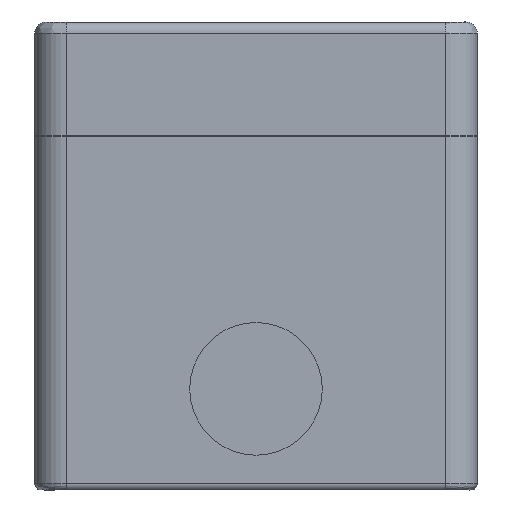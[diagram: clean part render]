
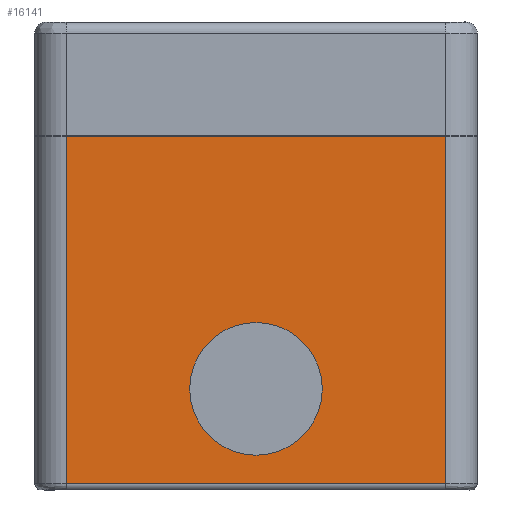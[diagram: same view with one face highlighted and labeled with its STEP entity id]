
A CAD part, front view. The second image highlights one B-rep face of the part: STEP entity #16141.
In plain terms, the highlighted planar face has unit normal (0, -1, 0).
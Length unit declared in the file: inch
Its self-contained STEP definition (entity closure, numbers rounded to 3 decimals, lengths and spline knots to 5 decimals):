
#299 = VERTEX_POINT ( 'NONE', #12058 ) ;
#314 = DIRECTION ( 'NONE',  ( -1., 0., 0. ) ) ;
#1865 = LINE ( 'NONE', #12474, #18216 ) ;
#2266 = DIRECTION ( 'NONE',  ( -1., 0., 0. ) ) ;
#2864 = EDGE_CURVE ( 'NONE', #4099, #299, #1865, .T. ) ;
#2908 = ORIENTED_EDGE ( 'NONE', *, *, #11558, .T. ) ;
#3794 = FACE_OUTER_BOUND ( 'NONE', #6874, .T. ) ;
#4099 = VERTEX_POINT ( 'NONE', #11216 ) ;
#4381 = CARTESIAN_POINT ( 'NONE',  ( 0.15216, -4.77133, -3.19215 ) ) ;
#5243 = EDGE_CURVE ( 'NONE', #17263, #4099, #11586, .T. ) ;
#6874 = EDGE_LOOP ( 'NONE', ( #12373, #22189, #24984, #22260 ) ) ;
#7267 = DIRECTION ( 'NONE',  ( 0., 0., 1. ) ) ;
#7360 = EDGE_CURVE ( 'NONE', #10075, #299, #8124, .T. ) ;
#7924 = CARTESIAN_POINT ( 'NONE',  ( 0.15216, -4.77133, -2.10948 ) ) ;
#8124 = LINE ( 'NONE', #7924, #10045 ) ;
#8266 = CARTESIAN_POINT ( 'NONE',  ( 0.15216, -4.77133, -2.10948 ) ) ;
#8881 = DIRECTION ( 'NONE',  ( 0., 1., 0. ) ) ;
#9379 = CARTESIAN_POINT ( 'NONE',  ( 2.51437, -4.77133, -2.10948 ) ) ;
#9408 = CARTESIAN_POINT ( 'NONE',  ( 0.91988, -4.77133, -2.6016 ) ) ;
#9964 = DIRECTION ( 'NONE',  ( 0., 1., 0. ) ) ;
#10045 = VECTOR ( 'NONE', #16344, 39.37008 ) ;
#10075 = VERTEX_POINT ( 'NONE', #4381 ) ;
#10636 = CARTESIAN_POINT ( 'NONE',  ( 1.74665, -4.77133, -2.6016 ) ) ;
#10650 = CARTESIAN_POINT ( 'NONE',  ( 1.33327, -4.77133, -2.6016 ) ) ;
#11216 = CARTESIAN_POINT ( 'NONE',  ( 2.51437, -4.77133, -1.0268 ) ) ;
#11558 = EDGE_CURVE ( 'NONE', #24926, #15063, #21666, .T. ) ;
#11586 = LINE ( 'NONE', #9379, #19271 ) ;
#12058 = CARTESIAN_POINT ( 'NONE',  ( 0.15216, -4.77133, -1.0268 ) ) ;
#12373 = ORIENTED_EDGE ( 'NONE', *, *, #2864, .T. ) ;
#12419 = DIRECTION ( 'NONE',  ( 0., -1., 0. ) ) ;
#12474 = CARTESIAN_POINT ( 'NONE',  ( 0.15216, -4.77133, -1.0268 ) ) ;
#14066 = DIRECTION ( 'NONE',  ( 1., 0., 0. ) ) ;
#14537 = EDGE_LOOP ( 'NONE', ( #22284, #2908 ) ) ;
#15063 = VERTEX_POINT ( 'NONE', #10636 ) ;
#15402 = FACE_BOUND ( 'NONE', #14537, .T. ) ;
#16087 = EDGE_CURVE ( 'NONE', #15063, #24926, #19488, .T. ) ;
#16141 = ADVANCED_FACE ( 'NONE', ( #15402, #3794 ), #22207, .T. ) ;
#16344 = DIRECTION ( 'NONE',  ( 0., 0., 1. ) ) ;
#16791 = CARTESIAN_POINT ( 'NONE',  ( 1.33327, -4.77133, -3.19215 ) ) ;
#17263 = VERTEX_POINT ( 'NONE', #24792 ) ;
#18113 = AXIS2_PLACEMENT_3D ( 'NONE', #18187, #9964, #14066 ) ;
#18187 = CARTESIAN_POINT ( 'NONE',  ( 1.33327, -4.77133, -2.6016 ) ) ;
#18216 = VECTOR ( 'NONE', #314, 39.37008 ) ;
#18685 = VECTOR ( 'NONE', #2266, 39.37008 ) ;
#19109 = DIRECTION ( 'NONE',  ( 1., 0., 0. ) ) ;
#19271 = VECTOR ( 'NONE', #7267, 39.37008 ) ;
#19488 = CIRCLE ( 'NONE', #18113, 0.41339 ) ;
#21666 = CIRCLE ( 'NONE', #25583, 0.41339 ) ;
#22189 = ORIENTED_EDGE ( 'NONE', *, *, #7360, .F. ) ;
#22207 = PLANE ( 'NONE',  #24964 ) ;
#22260 = ORIENTED_EDGE ( 'NONE', *, *, #5243, .T. ) ;
#22284 = ORIENTED_EDGE ( 'NONE', *, *, #16087, .T. ) ;
#22532 = EDGE_CURVE ( 'NONE', #17263, #10075, #26358, .T. ) ;
#22629 = DIRECTION ( 'NONE',  ( 0., 0., -1. ) ) ;
#24792 = CARTESIAN_POINT ( 'NONE',  ( 2.51437, -4.77133, -3.19215 ) ) ;
#24926 = VERTEX_POINT ( 'NONE', #9408 ) ;
#24964 = AXIS2_PLACEMENT_3D ( 'NONE', #8266, #12419, #22629 ) ;
#24984 = ORIENTED_EDGE ( 'NONE', *, *, #22532, .F. ) ;
#25583 = AXIS2_PLACEMENT_3D ( 'NONE', #10650, #8881, #19109 ) ;
#26358 = LINE ( 'NONE', #16791, #18685 ) ;
